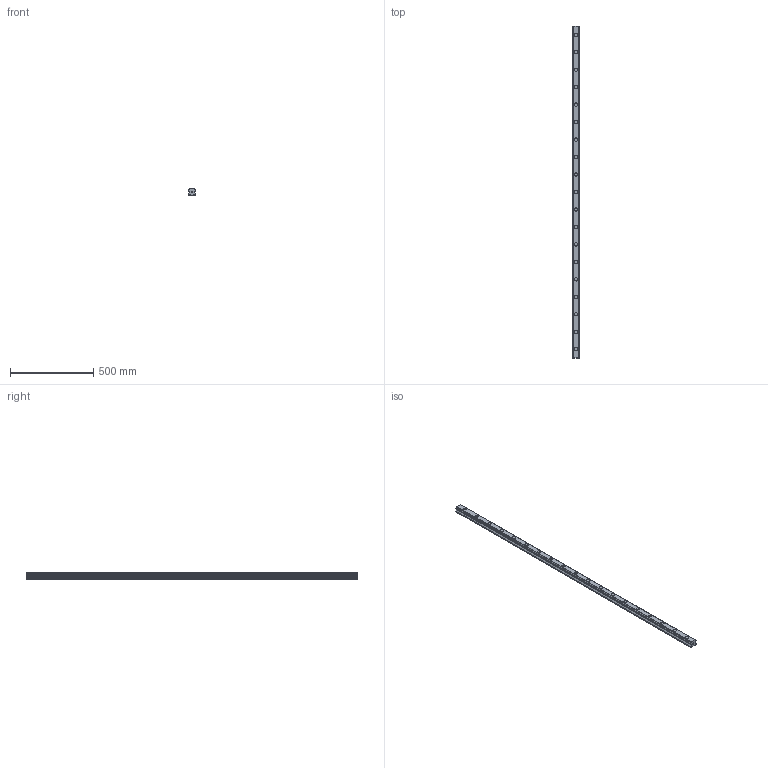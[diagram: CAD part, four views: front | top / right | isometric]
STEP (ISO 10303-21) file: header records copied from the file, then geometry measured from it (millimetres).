
FILE_DESCRIPTION(('STEP AP214'),'1');
FILE_NAME('cctmp_A2571105-7617-4FAA-B7CD-1B4AF28EA224_2020_10_29_11_10_43_183..stp','2020-10-29T10:10:43',('HIWIN GmbH'),('CADClick - www.CADClick.com'),'Spatial InterOp 3D',' ','unknown authorization');
FILE_SCHEMA(('AUTOMOTIVE_DESIGN'));
Length unit declared in the file: millimetre
Products named in the file (1): HGR45R1995H_FILE
Bounding box: 45 x 1995 x 38 mm (x, y, z)
Volume: 2683661.3 mm3; surface area: 387857.1 mm2
Topology: 1 solids, 1 shells, 268 faces, 615 edges, 410 vertices
Faces by surface type: plane 150, cylinder 118
Entity records: 9803 total; most frequent: DIRECTION 1389, CARTESIAN_POINT 1294, ORIENTED_EDGE 1230, EDGE_CURVE 615, AXIS2_PLACEMENT_3D 505, VERTEX_POINT 410, LINE 379, VECTOR 379
